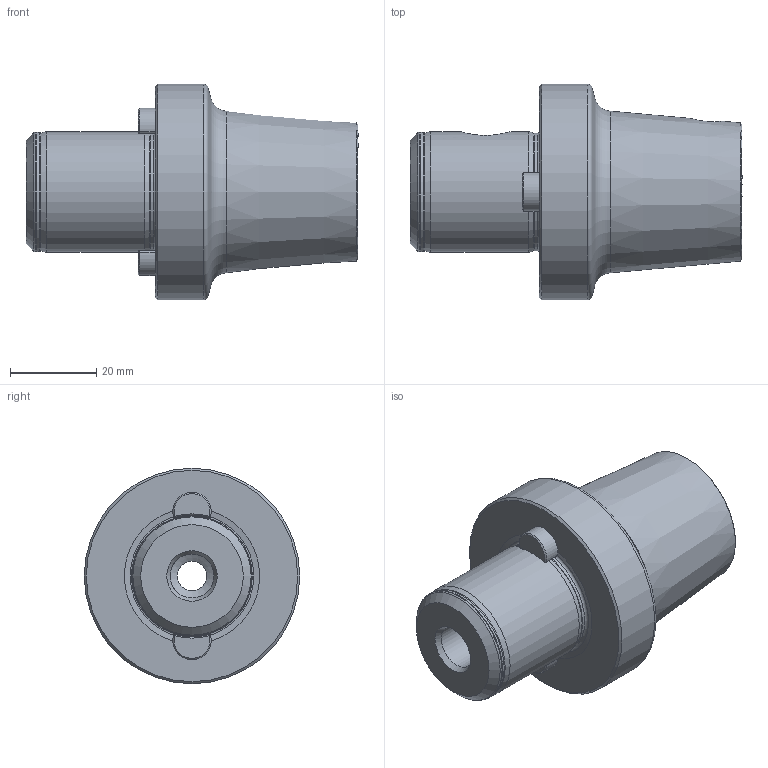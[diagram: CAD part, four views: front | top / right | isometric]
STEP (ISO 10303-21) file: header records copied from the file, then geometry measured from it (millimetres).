
FILE_DESCRIPTION (( 'STEP AP214' ), '1' );
FILE_NAME ('ST5.ST3.K01.047.STEP', '2020-03-02T13:23:25', ( '' ), ( '' ), 'SwSTEP 2.0', 'SolidWorks 2017', '' );
FILE_SCHEMA (( 'AUTOMOTIVE_DESIGN' ));
Length unit declared in the file: millimetre
Products named in the file (4): ST5.ST3.K01.047; ST5-ER2.001.010_A; ST3-ER1.001.008_A; ST5-ST3.K01.047_B
Assembly tree (4 placements, depth 2):
  ST5.ST3.K01.047
    ST5-ST3.K01.047_B
    ST3-ER1.001.008_A
    ST5-ER2.001.010_A  x2
Bounding box: 77 x 50 x 50 mm (x, y, z)
Volume: 66953.5 mm3; surface area: 15397.9 mm2
Topology: 4 solids, 4 shells, 107 faces, 242 edges, 144 vertices
Faces by surface type: cone 34, plane 32, cylinder 26, torus 13, bspline 2
Full cylindrical faces by diameter (mm): 3 x1, 4 x4, 5.25 x1, 6 x1, 6.8 x2, 10.2 x1, 18 x1, 19 x1, 27.3 x1, 27.8 x1, 28 x1, 50 x1
Entity records: 2971 total; most frequent: CARTESIAN_POINT 985, DIRECTION 398, ORIENTED_EDGE 298, AXIS2_PLACEMENT_3D 177, EDGE_LOOP 150, EDGE_CURVE 149, FACE_OUTER_BOUND 118, VERTEX_POINT 113
